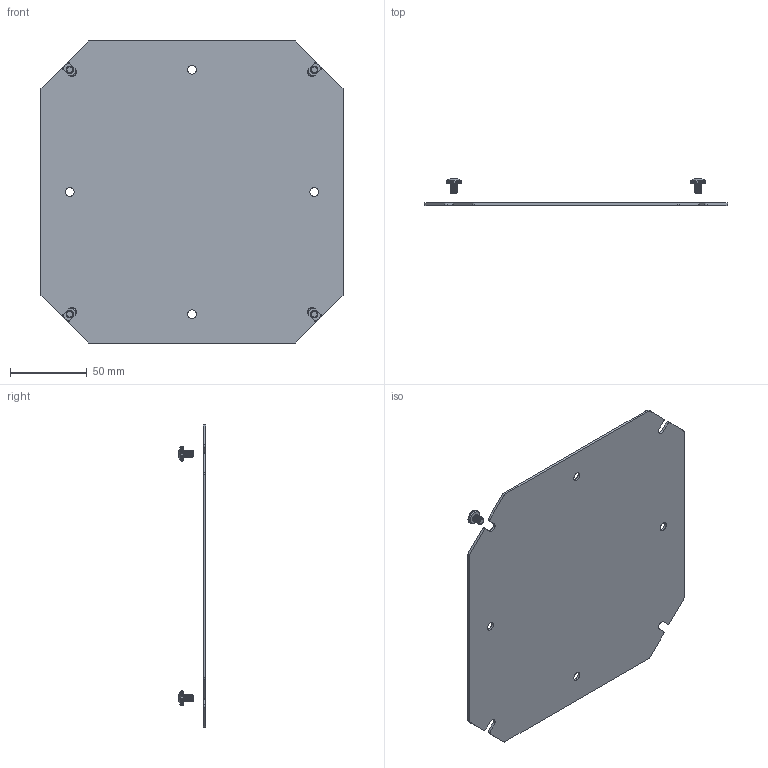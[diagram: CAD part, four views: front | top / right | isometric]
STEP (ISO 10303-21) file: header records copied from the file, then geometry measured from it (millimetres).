
FILE_DESCRIPTION (( 'STEP AP214' ), '1' );
FILE_NAME ('ZX-0808K-01.STEP', '2020-06-05T16:37:08', ( '' ), ( '' ), 'SwSTEP 2.0', 'SolidWorks 2016', '' );
FILE_SCHEMA (( 'AUTOMOTIVE_DESIGN' ));
Length unit declared in the file: inch
Products named in the file (3): ZX-0808K-01; SCREWS-011_SCREWS-011; ZX-0808P-01
Assembly tree (5 placements, depth 2):
  ZX-0808K-01
    ZX-0808P-01
    SCREWS-011_SCREWS-011  x4
Bounding box: 196.85 x 17.58 x 196.85 mm (x, y, z)
Volume: 58853.5 mm3; surface area: 75677.5 mm2
Topology: 5 solids, 5 shells, 510 faces, 1300 edges, 760 vertices
Faces by surface type: bspline 156, cylinder 144, plane 98, torus 88, cone 20, sphere 4
Full cylindrical faces by diameter (mm): 5.613 x4, 9.474 x4
Entity records: 6933 total; most frequent: CARTESIAN_POINT 3245, ORIENTED_EDGE 810, DIRECTION 674, EDGE_CURVE 405, AXIS2_PLACEMENT_3D 269, VERTEX_POINT 256, EDGE_LOOP 179, FACE_OUTER_BOUND 170
